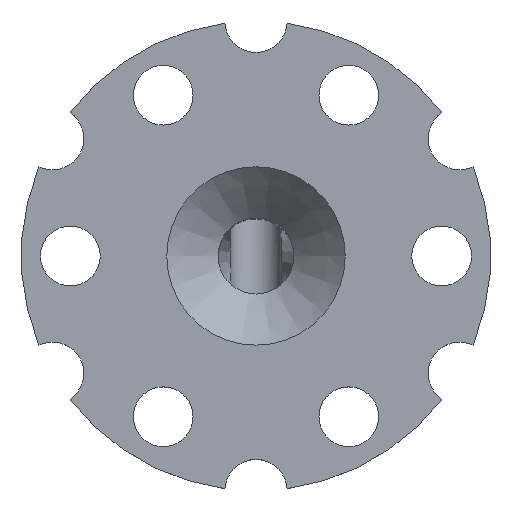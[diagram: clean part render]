
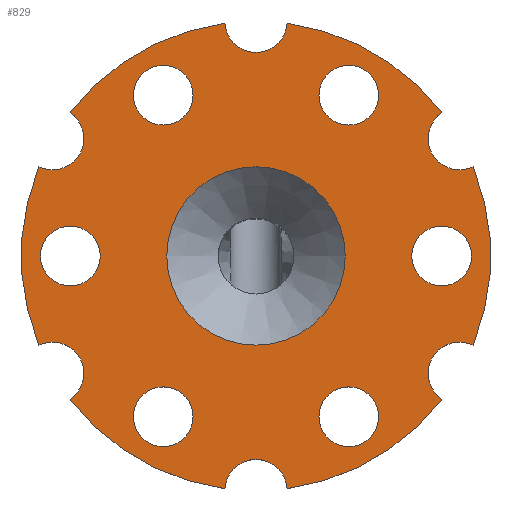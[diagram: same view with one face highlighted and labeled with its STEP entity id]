
A CAD part, top view. The second image highlights one B-rep face of the part: STEP entity #829.
In plain terms, the highlighted planar face has unit normal (0, 0, 1).
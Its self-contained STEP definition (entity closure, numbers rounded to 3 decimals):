
#44=FACE_BOUND('',#141,.T.);
#45=FACE_BOUND('',#142,.T.);
#46=FACE_BOUND('',#143,.T.);
#47=FACE_BOUND('',#144,.T.);
#48=FACE_BOUND('',#145,.T.);
#49=FACE_BOUND('',#146,.T.);
#50=FACE_BOUND('',#147,.T.);
#68=PLANE('',#910);
#92=FACE_OUTER_BOUND('',#140,.T.);
#140=EDGE_LOOP('',(#642,#643,#644,#645,#646,#647,#648,#649,#650,#651,#652,
#653));
#141=EDGE_LOOP('',(#654));
#142=EDGE_LOOP('',(#655));
#143=EDGE_LOOP('',(#656));
#144=EDGE_LOOP('',(#657));
#145=EDGE_LOOP('',(#658));
#146=EDGE_LOOP('',(#659));
#147=EDGE_LOOP('',(#660));
#291=CIRCLE('',#909,10.45);
#292=CIRCLE('',#911,27.5);
#293=CIRCLE('',#912,3.65);
#294=CIRCLE('',#913,27.5);
#295=CIRCLE('',#914,3.65);
#296=CIRCLE('',#915,27.5);
#297=CIRCLE('',#916,3.65);
#298=CIRCLE('',#917,27.5);
#299=CIRCLE('',#918,3.65);
#300=CIRCLE('',#919,27.5);
#301=CIRCLE('',#920,3.65);
#302=CIRCLE('',#921,27.5);
#303=CIRCLE('',#922,3.65);
#304=CIRCLE('',#923,3.5);
#305=CIRCLE('',#924,3.5);
#306=CIRCLE('',#925,3.5);
#307=CIRCLE('',#926,3.5);
#308=CIRCLE('',#927,3.5);
#309=CIRCLE('',#928,3.5);
#373=VERTEX_POINT('',#1485);
#374=VERTEX_POINT('',#1489);
#375=VERTEX_POINT('',#1490);
#376=VERTEX_POINT('',#1492);
#377=VERTEX_POINT('',#1494);
#378=VERTEX_POINT('',#1496);
#379=VERTEX_POINT('',#1498);
#380=VERTEX_POINT('',#1500);
#381=VERTEX_POINT('',#1502);
#382=VERTEX_POINT('',#1504);
#383=VERTEX_POINT('',#1506);
#384=VERTEX_POINT('',#1508);
#385=VERTEX_POINT('',#1510);
#386=VERTEX_POINT('',#1513);
#387=VERTEX_POINT('',#1515);
#388=VERTEX_POINT('',#1517);
#389=VERTEX_POINT('',#1519);
#390=VERTEX_POINT('',#1521);
#391=VERTEX_POINT('',#1523);
#473=EDGE_CURVE('',#373,#373,#291,.T.);
#475=EDGE_CURVE('',#374,#375,#292,.T.);
#476=EDGE_CURVE('',#375,#376,#293,.T.);
#477=EDGE_CURVE('',#376,#377,#294,.T.);
#478=EDGE_CURVE('',#377,#378,#295,.T.);
#479=EDGE_CURVE('',#378,#379,#296,.T.);
#480=EDGE_CURVE('',#379,#380,#297,.T.);
#481=EDGE_CURVE('',#380,#381,#298,.T.);
#482=EDGE_CURVE('',#381,#382,#299,.T.);
#483=EDGE_CURVE('',#382,#383,#300,.T.);
#484=EDGE_CURVE('',#383,#384,#301,.T.);
#485=EDGE_CURVE('',#384,#385,#302,.T.);
#486=EDGE_CURVE('',#385,#374,#303,.T.);
#487=EDGE_CURVE('',#386,#386,#304,.T.);
#488=EDGE_CURVE('',#387,#387,#305,.T.);
#489=EDGE_CURVE('',#388,#388,#306,.T.);
#490=EDGE_CURVE('',#389,#389,#307,.T.);
#491=EDGE_CURVE('',#390,#390,#308,.T.);
#492=EDGE_CURVE('',#391,#391,#309,.T.);
#642=ORIENTED_EDGE('',*,*,#475,.T.);
#643=ORIENTED_EDGE('',*,*,#476,.T.);
#644=ORIENTED_EDGE('',*,*,#477,.T.);
#645=ORIENTED_EDGE('',*,*,#478,.T.);
#646=ORIENTED_EDGE('',*,*,#479,.T.);
#647=ORIENTED_EDGE('',*,*,#480,.T.);
#648=ORIENTED_EDGE('',*,*,#481,.T.);
#649=ORIENTED_EDGE('',*,*,#482,.T.);
#650=ORIENTED_EDGE('',*,*,#483,.T.);
#651=ORIENTED_EDGE('',*,*,#484,.T.);
#652=ORIENTED_EDGE('',*,*,#485,.T.);
#653=ORIENTED_EDGE('',*,*,#486,.T.);
#654=ORIENTED_EDGE('',*,*,#487,.T.);
#655=ORIENTED_EDGE('',*,*,#488,.T.);
#656=ORIENTED_EDGE('',*,*,#489,.T.);
#657=ORIENTED_EDGE('',*,*,#490,.T.);
#658=ORIENTED_EDGE('',*,*,#491,.T.);
#659=ORIENTED_EDGE('',*,*,#492,.T.);
#660=ORIENTED_EDGE('',*,*,#473,.F.);
#829=ADVANCED_FACE('',(#92,#44,#45,#46,#47,#48,#49,#50),#68,.T.);
#909=AXIS2_PLACEMENT_3D('',#1486,#1085,#1086);
#910=AXIS2_PLACEMENT_3D('',#1488,#1088,#1089);
#911=AXIS2_PLACEMENT_3D('',#1491,#1090,#1091);
#912=AXIS2_PLACEMENT_3D('',#1493,#1092,#1093);
#913=AXIS2_PLACEMENT_3D('',#1495,#1094,#1095);
#914=AXIS2_PLACEMENT_3D('',#1497,#1096,#1097);
#915=AXIS2_PLACEMENT_3D('',#1499,#1098,#1099);
#916=AXIS2_PLACEMENT_3D('',#1501,#1100,#1101);
#917=AXIS2_PLACEMENT_3D('',#1503,#1102,#1103);
#918=AXIS2_PLACEMENT_3D('',#1505,#1104,#1105);
#919=AXIS2_PLACEMENT_3D('',#1507,#1106,#1107);
#920=AXIS2_PLACEMENT_3D('',#1509,#1108,#1109);
#921=AXIS2_PLACEMENT_3D('',#1511,#1110,#1111);
#922=AXIS2_PLACEMENT_3D('',#1512,#1112,#1113);
#923=AXIS2_PLACEMENT_3D('',#1514,#1114,#1115);
#924=AXIS2_PLACEMENT_3D('',#1516,#1116,#1117);
#925=AXIS2_PLACEMENT_3D('',#1518,#1118,#1119);
#926=AXIS2_PLACEMENT_3D('',#1520,#1120,#1121);
#927=AXIS2_PLACEMENT_3D('',#1522,#1122,#1123);
#928=AXIS2_PLACEMENT_3D('',#1524,#1124,#1125);
#1085=DIRECTION('center_axis',(0.,0.,1.));
#1086=DIRECTION('ref_axis',(-1.,0.,0.));
#1088=DIRECTION('center_axis',(0.,0.,1.));
#1089=DIRECTION('ref_axis',(-1.,0.,0.));
#1090=DIRECTION('center_axis',(0.,0.,1.));
#1091=DIRECTION('ref_axis',(0.925,-0.381,0.));
#1092=DIRECTION('center_axis',(0.,0.,-1.));
#1093=DIRECTION('ref_axis',(-0.556,0.831,0.));
#1094=DIRECTION('center_axis',(0.,0.,1.));
#1095=DIRECTION('ref_axis',(0.792,0.61,0.));
#1096=DIRECTION('center_axis',(0.,0.,-1.));
#1097=DIRECTION('ref_axis',(-0.998,-0.066,0.));
#1098=DIRECTION('center_axis',(0.,0.,1.));
#1099=DIRECTION('ref_axis',(-0.132,0.991,0.));
#1100=DIRECTION('center_axis',(0.,0.,-1.));
#1101=DIRECTION('ref_axis',(-0.441,-0.897,0.));
#1102=DIRECTION('center_axis',(0.,0.,1.));
#1103=DIRECTION('ref_axis',(-0.925,0.381,0.));
#1104=DIRECTION('center_axis',(0.,0.,-1.));
#1105=DIRECTION('ref_axis',(0.556,-0.831,0.));
#1106=DIRECTION('center_axis',(0.,0.,1.));
#1107=DIRECTION('ref_axis',(-0.792,-0.61,0.));
#1108=DIRECTION('center_axis',(0.,0.,-1.));
#1109=DIRECTION('ref_axis',(0.998,0.066,0.));
#1110=DIRECTION('center_axis',(0.,0.,1.));
#1111=DIRECTION('ref_axis',(0.132,-0.991,0.));
#1112=DIRECTION('center_axis',(0.,0.,-1.));
#1113=DIRECTION('ref_axis',(0.441,0.897,0.));
#1114=DIRECTION('center_axis',(0.,0.,-1.));
#1115=DIRECTION('ref_axis',(-1.,0.,0.));
#1116=DIRECTION('center_axis',(0.,0.,-1.));
#1117=DIRECTION('ref_axis',(-1.,0.,0.));
#1118=DIRECTION('center_axis',(0.,0.,-1.));
#1119=DIRECTION('ref_axis',(-1.,0.,0.));
#1120=DIRECTION('center_axis',(0.,0.,-1.));
#1121=DIRECTION('ref_axis',(-1.,0.,0.));
#1122=DIRECTION('center_axis',(0.,0.,-1.));
#1123=DIRECTION('ref_axis',(-1.,0.,0.));
#1124=DIRECTION('center_axis',(0.,0.,-1.));
#1125=DIRECTION('ref_axis',(-1.,0.,0.));
#1485=CARTESIAN_POINT('',(10.45,0.,1.477));
#1486=CARTESIAN_POINT('Origin',(0.,0.,1.477));
#1488=CARTESIAN_POINT('Origin',(0.,0.,1.477));
#1489=CARTESIAN_POINT('',(25.427,-10.475,1.477));
#1490=CARTESIAN_POINT('',(25.427,10.475,1.477));
#1491=CARTESIAN_POINT('Origin',(0.,0.,1.477));
#1492=CARTESIAN_POINT('',(21.785,16.783,1.477));
#1493=CARTESIAN_POINT('Origin',(23.816,13.75,1.477));
#1494=CARTESIAN_POINT('',(3.642,27.258,1.477));
#1495=CARTESIAN_POINT('Origin',(0.,0.,1.477));
#1496=CARTESIAN_POINT('',(-3.642,27.258,1.477));
#1497=CARTESIAN_POINT('Origin',(0.,27.5,1.477));
#1498=CARTESIAN_POINT('',(-21.785,16.783,1.477));
#1499=CARTESIAN_POINT('Origin',(0.,0.,1.477));
#1500=CARTESIAN_POINT('',(-25.427,10.475,1.477));
#1501=CARTESIAN_POINT('Origin',(-23.816,13.75,1.477));
#1502=CARTESIAN_POINT('',(-25.427,-10.475,1.477));
#1503=CARTESIAN_POINT('Origin',(0.,0.,1.477));
#1504=CARTESIAN_POINT('',(-21.785,-16.783,1.477));
#1505=CARTESIAN_POINT('Origin',(-23.816,-13.75,1.477));
#1506=CARTESIAN_POINT('',(-3.642,-27.258,1.477));
#1507=CARTESIAN_POINT('Origin',(0.,0.,1.477));
#1508=CARTESIAN_POINT('',(3.642,-27.258,1.477));
#1509=CARTESIAN_POINT('Origin',(0.,-27.5,1.477));
#1510=CARTESIAN_POINT('',(21.785,-16.783,1.477));
#1511=CARTESIAN_POINT('Origin',(0.,0.,1.477));
#1512=CARTESIAN_POINT('Origin',(23.816,-13.75,1.477));
#1513=CARTESIAN_POINT('',(14.375,18.836,1.477));
#1514=CARTESIAN_POINT('Origin',(10.875,18.836,1.477));
#1515=CARTESIAN_POINT('',(25.25,0.,1.477));
#1516=CARTESIAN_POINT('Origin',(21.75,0.,1.477));
#1517=CARTESIAN_POINT('',(-7.375,-18.836,1.477));
#1518=CARTESIAN_POINT('Origin',(-10.875,-18.836,1.477));
#1519=CARTESIAN_POINT('',(-7.375,18.836,1.477));
#1520=CARTESIAN_POINT('Origin',(-10.875,18.836,1.477));
#1521=CARTESIAN_POINT('',(14.375,-18.836,1.477));
#1522=CARTESIAN_POINT('Origin',(10.875,-18.836,1.477));
#1523=CARTESIAN_POINT('',(-18.25,0.,1.477));
#1524=CARTESIAN_POINT('Origin',(-21.75,0.,1.477));
